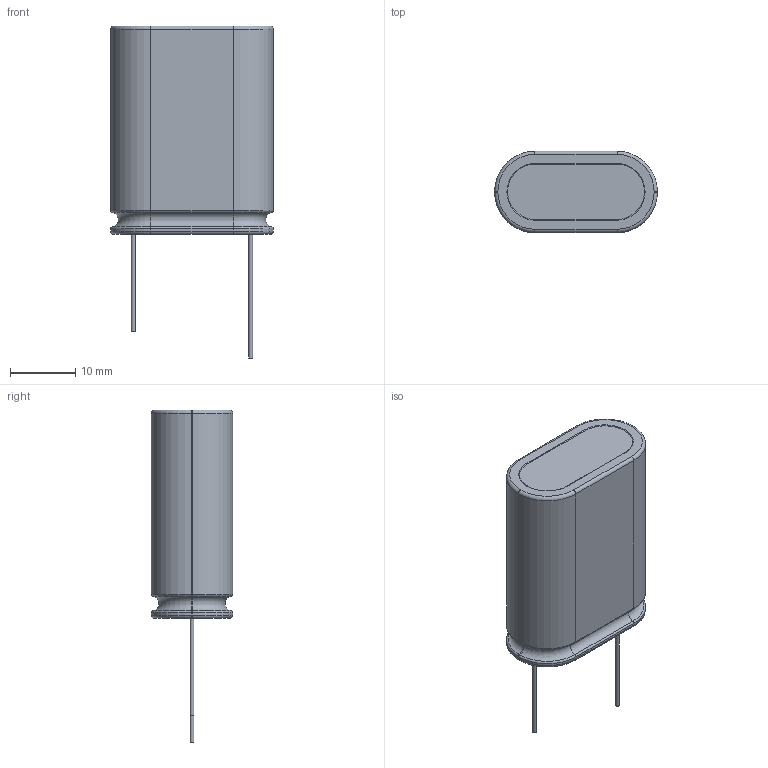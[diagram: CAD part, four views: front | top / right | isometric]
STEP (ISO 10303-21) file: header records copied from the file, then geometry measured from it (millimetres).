
FILE_DESCRIPTION(/* description */ ('Unknown'),/* implementation_level */ '2;1');
FILE_NAME(/* name */ 'SCMT32H755SRBB0',/* time_stamp */ '2024-10-17T07:25:18+02:00',/* author */ ('Unknown'),/* organization */ ('Unknown'),/* preprocessor_version */ 'ST-DEVELOPER v19.4',/* originating_system */ 'Solid Edge',/* authorisation */ 'Unknown');
FILE_SCHEMA (('AUTOMOTIVE_DESIGN {1 0 10303 214 3 1 1}'));
Length unit declared in the file: millimetre
Products named in the file (1): SCMT32C755MRBA0
Bounding box: 25 x 12.5 x 51 mm (x, y, z)
Volume: 8768.5 mm3; surface area: 2720.4 mm2
Topology: 1 solids, 1 shells, 88 faces, 192 edges, 110 vertices
Faces by surface type: cylinder 42, torus 28, plane 18
Full cylindrical faces by diameter (mm): 0.6 x2
Entity records: 3009 total; most frequent: DIRECTION 478, CARTESIAN_POINT 385, ORIENTED_EDGE 376, AXIS2_PLACEMENT_3D 201, EDGE_CURVE 188, CIRCLE 112, VERTEX_POINT 108, EDGE_LOOP 94
